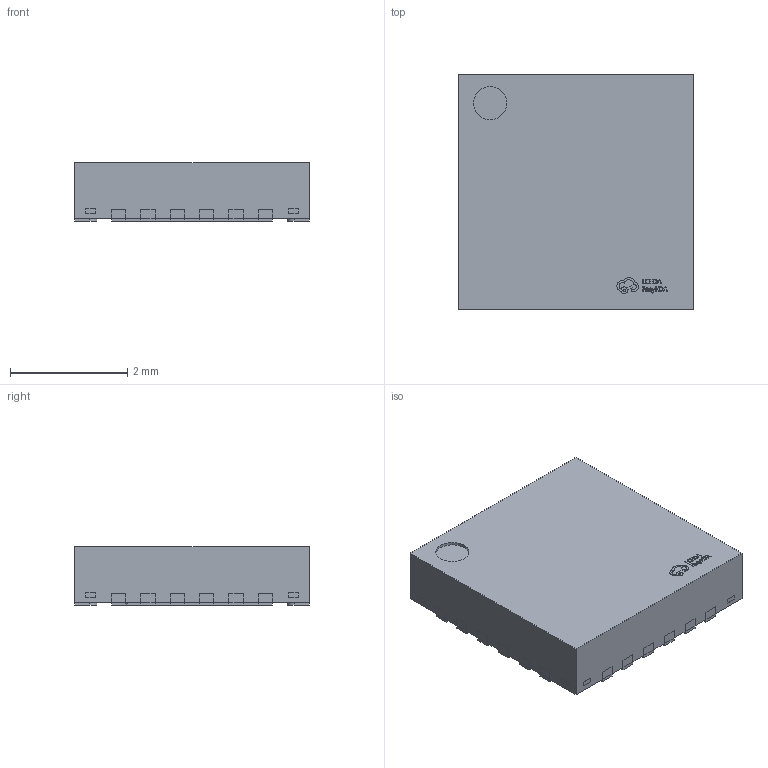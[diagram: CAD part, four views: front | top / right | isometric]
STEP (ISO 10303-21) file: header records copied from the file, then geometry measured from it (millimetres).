
FILE_DESCRIPTION (( 'STEP AP214' ), '1' );
FILE_NAME ('VQFN-24_L4.0-W4.0-P0.50-TL-EP2.7.step', '2022-07-15T04:11:07', ( '' ), ( '' ), 'SwSTEP 2.0', 'SolidWorks 2020', '' );
FILE_SCHEMA (( 'AUTOMOTIVE_DESIGN' ));
Length unit declared in the file: millimetre
Products named in the file (1): VQFN-24_L4.0-W4.0-P0.50-TL-EP2.7
Bounding box: 4 x 4 x 1 mm (x, y, z)
Volume: 15.7 mm3; surface area: 96.2 mm2
Topology: 64 solids, 64 shells, 887 faces, 2226 edges, 1484 vertices
Faces by surface type: plane 629, cylinder 146, bspline 112
Entity records: 37299 total; most frequent: CARTESIAN_POINT 6702, ORIENTED_EDGE 4452, DIRECTION 3842, EDGE_CURVE 2226, LINE 1706, VECTOR 1706, VERTEX_POINT 1484, AXIS2_PLACEMENT_3D 1068
